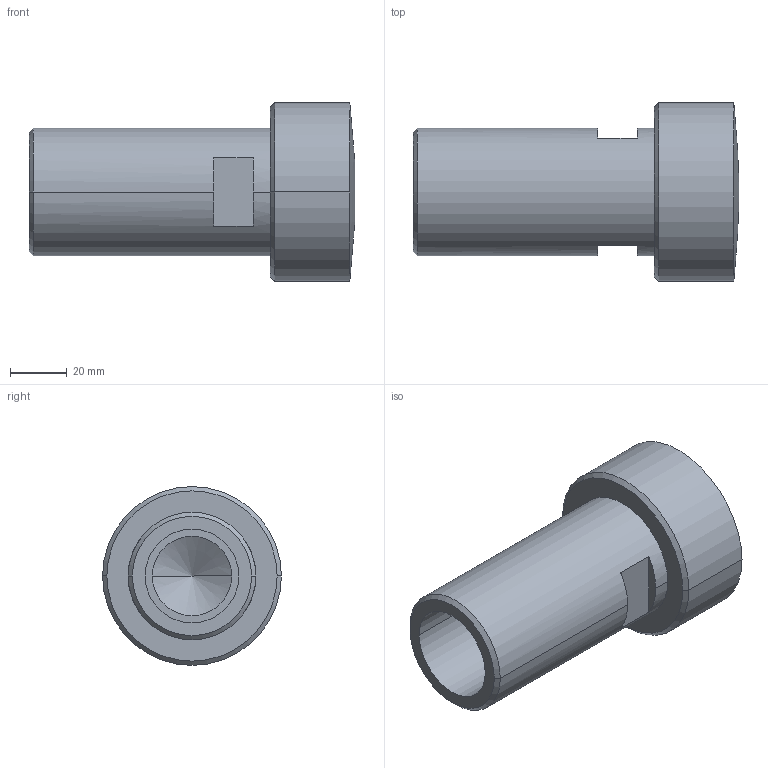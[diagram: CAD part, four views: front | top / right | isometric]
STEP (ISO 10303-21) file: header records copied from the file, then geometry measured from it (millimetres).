
FILE_DESCRIPTION((''),'2;1');
FILE_NAME('EHM180.stp','2000-11-09T08:55:15',(''),(''),'AutoCAD STEP 2000','AutoCAD 2000',', , ');
FILE_SCHEMA(('CONFIG_CONTROL_DESIGN'));
Length unit declared in the file: millimetre
Bounding box: 114.78 x 63 x 63 mm (x, y, z)
Volume: 163283.1 mm3; surface area: 30966.6 mm2
Topology: 1 solids, 3 shells, 53 faces, 129 edges, 83 vertices
Faces by surface type: plane 34, cylinder 8, cone 6, bspline 3, sphere 2
Entity records: 1625 total; most frequent: CARTESIAN_POINT 273, DIRECTION 260, ORIENTED_EDGE 254, EDGE_CURVE 127, VECTOR 96, LINE 96, VERTEX_POINT 83, AXIS2_PLACEMENT_3D 82
